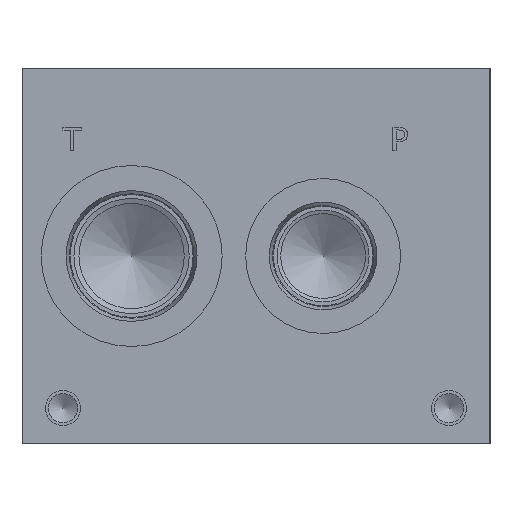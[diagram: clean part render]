
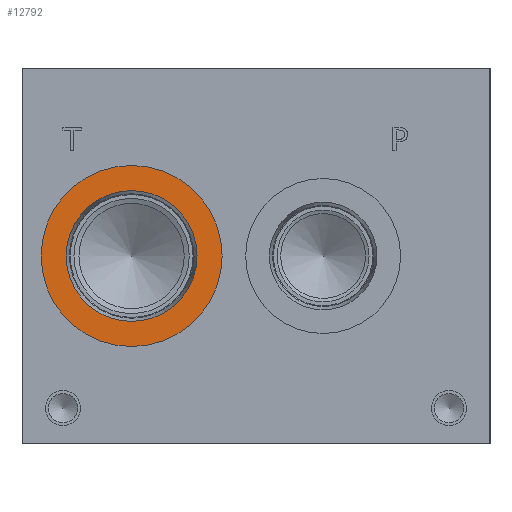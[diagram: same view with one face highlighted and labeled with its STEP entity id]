
A CAD part, left-side view. The second image highlights one B-rep face of the part: STEP entity #12792.
In plain terms, the highlighted planar face has unit normal (-1, 0, 0).
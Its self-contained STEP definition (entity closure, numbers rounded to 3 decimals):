
#261=CIRCLE('',#13418,24.562);
#262=CIRCLE('',#13419,24.562);
#263=CIRCLE('',#13421,17.755);
#264=CIRCLE('',#13422,17.755);
#511=FACE_BOUND('',#2200,.T.);
#886=PLANE('',#13420);
#1464=FACE_OUTER_BOUND('',#2199,.T.);
#2199=EDGE_LOOP('',(#11014,#11015));
#2200=EDGE_LOOP('',(#11016,#11017));
#6032=VERTEX_POINT('',#21704);
#6033=VERTEX_POINT('',#21706);
#6034=VERTEX_POINT('',#21710);
#6035=VERTEX_POINT('',#21711);
#7750=EDGE_CURVE('',#6032,#6033,#261,.T.);
#7751=EDGE_CURVE('',#6033,#6032,#262,.T.);
#7752=EDGE_CURVE('',#6034,#6035,#263,.T.);
#7753=EDGE_CURVE('',#6035,#6034,#264,.T.);
#11014=ORIENTED_EDGE('',*,*,#7751,.F.);
#11015=ORIENTED_EDGE('',*,*,#7750,.F.);
#11016=ORIENTED_EDGE('',*,*,#7752,.T.);
#11017=ORIENTED_EDGE('',*,*,#7753,.T.);
#12792=ADVANCED_FACE('',(#1464,#511),#886,.F.);
#13418=AXIS2_PLACEMENT_3D('',#21707,#15787,#15788);
#13419=AXIS2_PLACEMENT_3D('',#21708,#15789,#15790);
#13420=AXIS2_PLACEMENT_3D('',#21709,#15791,#15792);
#13421=AXIS2_PLACEMENT_3D('',#21712,#15793,#15794);
#13422=AXIS2_PLACEMENT_3D('',#21713,#15795,#15796);
#15787=DIRECTION('center_axis',(1.,0.,0.));
#15788=DIRECTION('ref_axis',(0.,0.,-1.));
#15789=DIRECTION('center_axis',(1.,0.,0.));
#15790=DIRECTION('ref_axis',(0.,0.,-1.));
#15791=DIRECTION('center_axis',(1.,0.,0.));
#15792=DIRECTION('ref_axis',(0.,0.,-1.));
#15793=DIRECTION('center_axis',(1.,0.,0.));
#15794=DIRECTION('ref_axis',(0.,0.,-1.));
#15795=DIRECTION('center_axis',(1.,0.,0.));
#15796=DIRECTION('ref_axis',(0.,0.,-1.));
#21704=CARTESIAN_POINT('',(0.787,97.257,26.238));
#21706=CARTESIAN_POINT('',(0.787,97.257,75.362));
#21707=CARTESIAN_POINT('Origin',(0.787,97.257,50.8));
#21708=CARTESIAN_POINT('Origin',(0.787,97.257,50.8));
#21709=CARTESIAN_POINT('Origin',(0.787,97.257,68.555));
#21710=CARTESIAN_POINT('',(0.787,97.257,68.555));
#21711=CARTESIAN_POINT('',(0.787,97.257,33.045));
#21712=CARTESIAN_POINT('Origin',(0.787,97.257,50.8));
#21713=CARTESIAN_POINT('Origin',(0.787,97.257,50.8));
